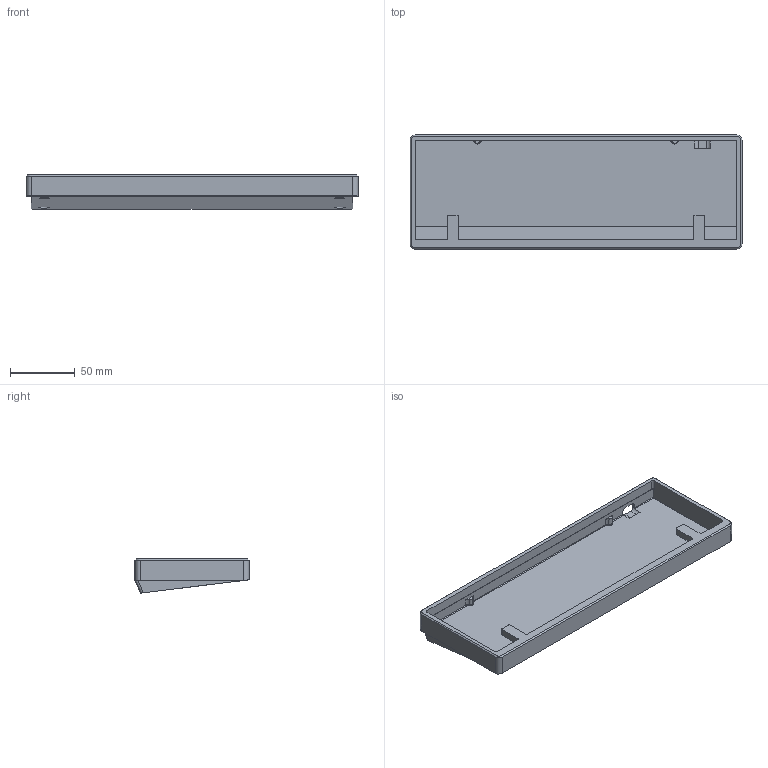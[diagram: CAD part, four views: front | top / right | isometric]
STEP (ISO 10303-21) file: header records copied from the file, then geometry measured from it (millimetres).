
FILE_DESCRIPTION(/* description */ ('','CAx-IF Rec.Pracs.---Representation and Presentation of Product Manufacturing Information (PMI)---4.0---2014-10-13'),/* implementation_level */ '2;1');
FILE_NAME(/* name */ 'bonk_pla_case.step',/* time_stamp */ '2024-12-21T17:09:04+05:30',/* author */ (''),/* organization */ (''),/* preprocessor_version */ 'ST-DEVELOPER v20',/* originating_system */ 'Autodesk Translation Framework v13.20.0.188',/* authorisation */ '');
FILE_SCHEMA (('AP242_MANAGED_MODEL_BASED_3D_ENGINEERING_MIM_LF { 1 0 10303 442 1 1 4 }'));
Length unit declared in the file: millimetre
Products named in the file (1): bonk_pla_case
Bounding box: 256.6 x 88.15 x 26.4 mm (x, y, z)
Volume: 160846.4 mm3; surface area: 82705.8 mm2
Topology: 2 solids, 2 shells, 150 faces, 390 edges, 252 vertices
Faces by surface type: plane 69, cylinder 53, torus 18, bspline 6, cone 4
Full cylindrical faces by diameter (mm): 8.1 x4
Entity records: 4817 total; most frequent: CARTESIAN_POINT 973, DIRECTION 841, ORIENTED_EDGE 780, EDGE_CURVE 390, AXIS2_PLACEMENT_3D 310, VERTEX_POINT 252, LINE 221, VECTOR 221
